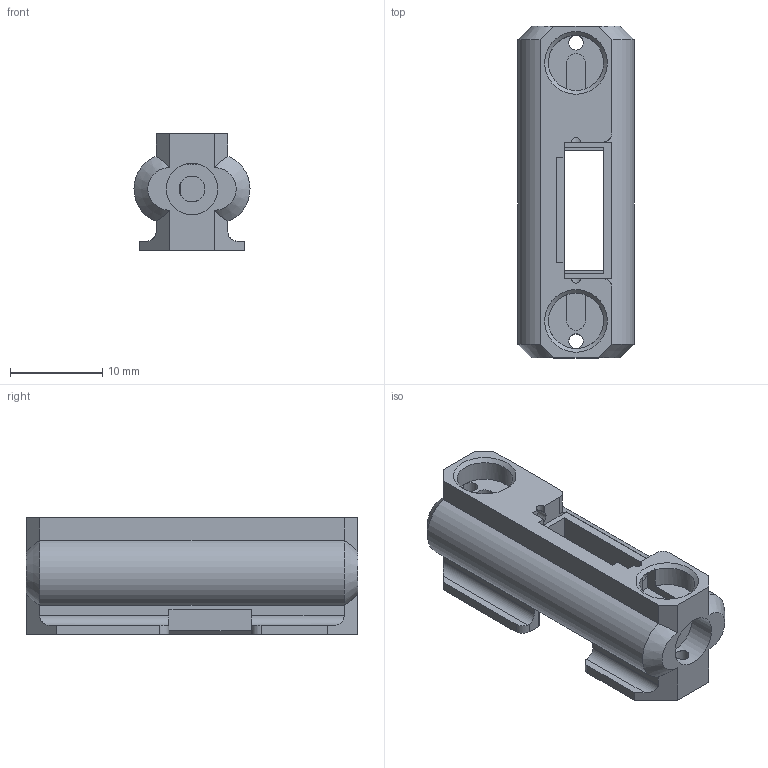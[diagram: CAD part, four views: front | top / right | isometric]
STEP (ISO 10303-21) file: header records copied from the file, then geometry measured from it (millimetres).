
FILE_DESCRIPTION(/* description */ (''),/* implementation_level */ '2;1');
FILE_NAME(/* name */ 'Probe.step',/* time_stamp */ '2021-11-29T17:03:54+01:00',/* author */ (''),/* organization */ (''),/* preprocessor_version */ 'ST-DEVELOPER v18.1',/* originating_system */ 'Autodesk Translation Framework v10.10.0.1391',/* authorisation */ '');
FILE_SCHEMA (('AUTOMOTIVE_DESIGN { 1 0 10303 214 3 1 1 }'));
Length unit declared in the file: millimetre
Products named in the file (1): Probe
Bounding box: 12.6 x 36 x 12.67 mm (x, y, z)
Volume: 3213.8 mm3; surface area: 2529.2 mm2
Topology: 1 solids, 1 shells, 91 faces, 265 edges, 172 vertices
Faces by surface type: plane 61, cylinder 24, cone 6
Full cylindrical faces by diameter (mm): 1.6 x5, 2.8 x1, 5.6 x1
Entity records: 3184 total; most frequent: CARTESIAN_POINT 685, ORIENTED_EDGE 534, DIRECTION 497, EDGE_CURVE 267, LINE 185, VECTOR 185, VERTEX_POINT 172, AXIS2_PLACEMENT_3D 156
